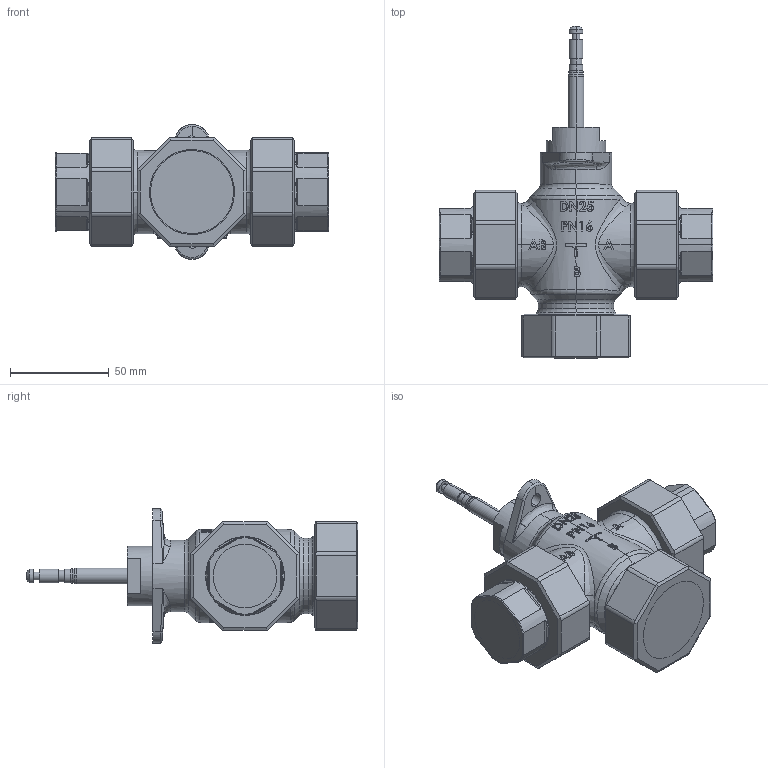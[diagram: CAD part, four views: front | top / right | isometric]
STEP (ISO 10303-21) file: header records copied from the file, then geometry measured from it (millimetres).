
FILE_DESCRIPTION (( 'STEP AP203' ), '1' );
FILE_NAME ('216RA_DN25_DEF.STEP', '2012-02-14T08:23:05', ( 'test' ), ( '' ), 'SwSTEP 2.0', 'SolidWorks 2011', '' );
FILE_SCHEMA (( 'CONFIG_CONTROL_DESIGN' ));
Length unit declared in the file: millimetre
Products named in the file (1): 216RA_DN25_DEF
Bounding box: 138.41 x 168 x 68.2 mm (x, y, z)
Volume: 335417.3 mm3; surface area: 53682.5 mm2
Topology: 1 solids, 4 shells, 708 faces, 1852 edges, 1175 vertices
Faces by surface type: plane 316, cylinder 175, bspline 148, cone 34, torus 33, sphere 2
Entity records: 32671 total; most frequent: CARTESIAN_POINT 16909, ORIENTED_EDGE 3676, DIRECTION 2749, EDGE_CURVE 1838, VERTEX_POINT 1175, AXIS2_PLACEMENT_3D 964, VECTOR 821, LINE 821
